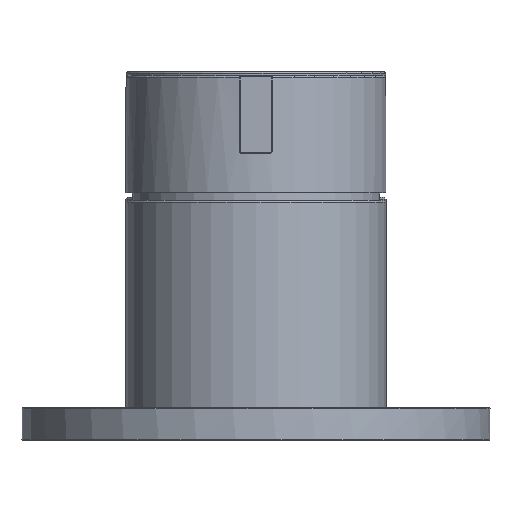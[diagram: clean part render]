
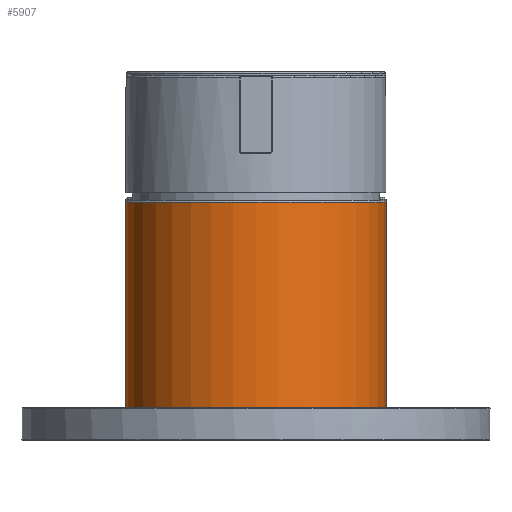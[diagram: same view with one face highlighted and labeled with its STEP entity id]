
A CAD part, left-side view. The second image highlights one B-rep face of the part: STEP entity #5907.
In plain terms, the highlighted cylindrical face has radius 20 mm (diameter 40 mm), a full revolution.
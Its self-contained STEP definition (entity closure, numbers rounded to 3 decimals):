
#1418=CYLINDRICAL_SURFACE('',#8369,20.);
#1523=ORIENTED_EDGE('',*,*,#3205,.F.);
#1524=ORIENTED_EDGE('',*,*,#3206,.T.);
#3205=EDGE_CURVE('',#4051,#4051,#4629,.F.);
#3206=EDGE_CURVE('',#4052,#4052,#4630,.T.);
#4051=VERTEX_POINT('',#10613);
#4052=VERTEX_POINT('',#10615);
#4629=CIRCLE('',#8370,20.);
#4630=CIRCLE('',#8371,20.);
#4874=EDGE_LOOP('',(#1523));
#4875=EDGE_LOOP('',(#1524));
#5380=FACE_BOUND('',#4874,.T.);
#5381=FACE_BOUND('',#4875,.T.);
#5907=ADVANCED_FACE('',(#5380,#5381),#1418,.T.);
#8369=AXIS2_PLACEMENT_3D('',#10611,#8986,#8987);
#8370=AXIS2_PLACEMENT_3D('',#10612,#8988,#8989);
#8371=AXIS2_PLACEMENT_3D('',#10614,#8990,#8991);
#8986=DIRECTION('',(0.,-1.,0.));
#8987=DIRECTION('',(-1.,0.,0.));
#8988=DIRECTION('',(0.,-1.,0.));
#8989=DIRECTION('',(0.,0.,-1.));
#8990=DIRECTION('',(0.,1.,0.));
#8991=DIRECTION('',(1.,0.,0.));
#10611=CARTESIAN_POINT('',(0.,66.045,0.));
#10612=CARTESIAN_POINT('',(0.,36.9,0.));
#10613=CARTESIAN_POINT('',(0.,36.9,-20.));
#10614=CARTESIAN_POINT('',(0.,0.3,0.));
#10615=CARTESIAN_POINT('',(20.,0.3,0.));
